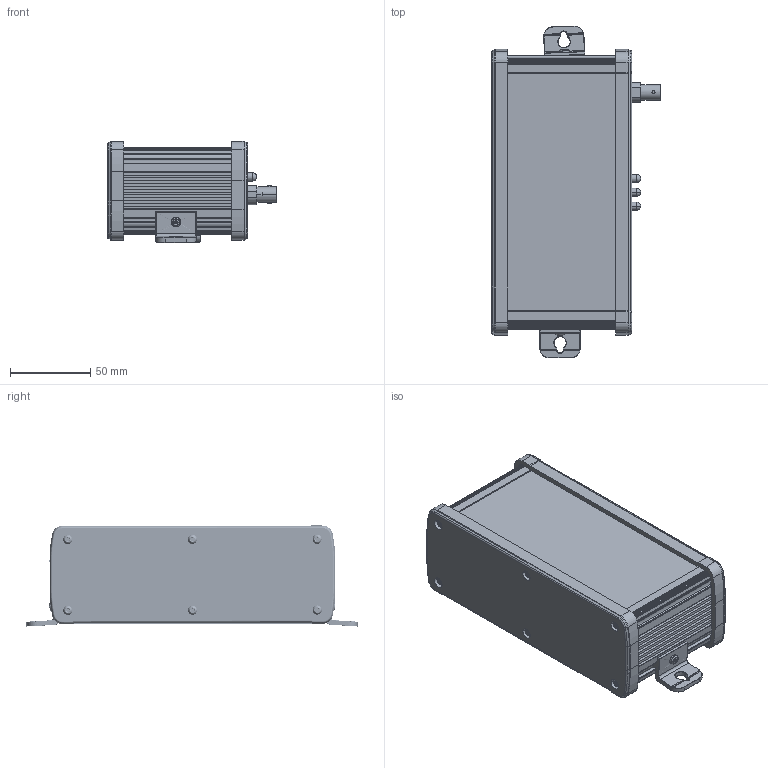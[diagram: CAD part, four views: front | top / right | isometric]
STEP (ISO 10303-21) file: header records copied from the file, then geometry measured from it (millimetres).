
FILE_DESCRIPTION (( 'STEP AP214' ), '1' );
FILE_NAME ('10694 - RF Recorder Assembly (3).STEP', '2025-03-04T18:51:35', ( '' ), ( '' ), 'SwSTEP 2.0', 'SolidWorks 2023', '' );
FILE_SCHEMA (( 'AUTOMOTIVE_DESIGN' ));
Length unit declared in the file: foot
Products named in the file (11): Copy of EX-70_10694 - RF Recorder Assembly_5.STEP; 10699 - RF Recorder PCB_5.STEP; 10696 - RF Recorder Enclosure Cover Back_5.STEP; ledd_5.STEP; 91698A304_Black-Oxide 18-8 Stainless Steel Phillips Flat Head Screws_91698A304_5.STEP; 10693 - RF Recorder Enclosure Body_5.STEP; 10694 - RF Recorder Assembly.STEP; Panel Mount USB C (wrong model)_5.STEP; 10695 - RF Recorder Cover Front_5.STEP; 10694 - RF Recorder Assembly (3); 90991A117_18-8 Stainless Steel Button Head Torx Screws_90991A117_5.STEP
Assembly tree (25 placements, depth 3):
  10694 - RF Recorder Assembly (3)
    10694 - RF Recorder Assembly.STEP
      10699 - RF Recorder PCB_5.STEP
      10693 - RF Recorder Enclosure Body_5.STEP
      10695 - RF Recorder Cover Front_5.STEP
      10696 - RF Recorder Enclosure Cover Back_5.STEP
      Panel Mount USB C (wrong model)_5.STEP
      90991A117_18-8 Stainless Steel Button Head Torx Screws_90991A117_5.STEP  x12
      91698A304_Black-Oxide 18-8 Stainless Steel Phillips Flat Head Screws_91698A304_5.STEP  x2
      ledd_5.STEP  x3
      Copy of EX-70_10694 - RF Recorder Assembly_5.STEP  x2
Bounding box: 104.83 x 206.37 x 62.8 mm (x, y, z)
Volume: 202852.6 mm3; surface area: 162874.4 mm2
Topology: 25 solids, 41 shells, 3242 faces, 8599 edges, 5452 vertices
Faces by surface type: cylinder 1334, plane 1218, cone 268, torus 204, bspline 128, sphere 90
Entity records: 82361 total; most frequent: CARTESIAN_POINT 25793, ORIENTED_EDGE 11647, DIRECTION 10695, EDGE_CURVE 5850, VERTEX_POINT 3726, VECTOR 3615, LINE 3615, AXIS2_PLACEMENT_3D 3540
